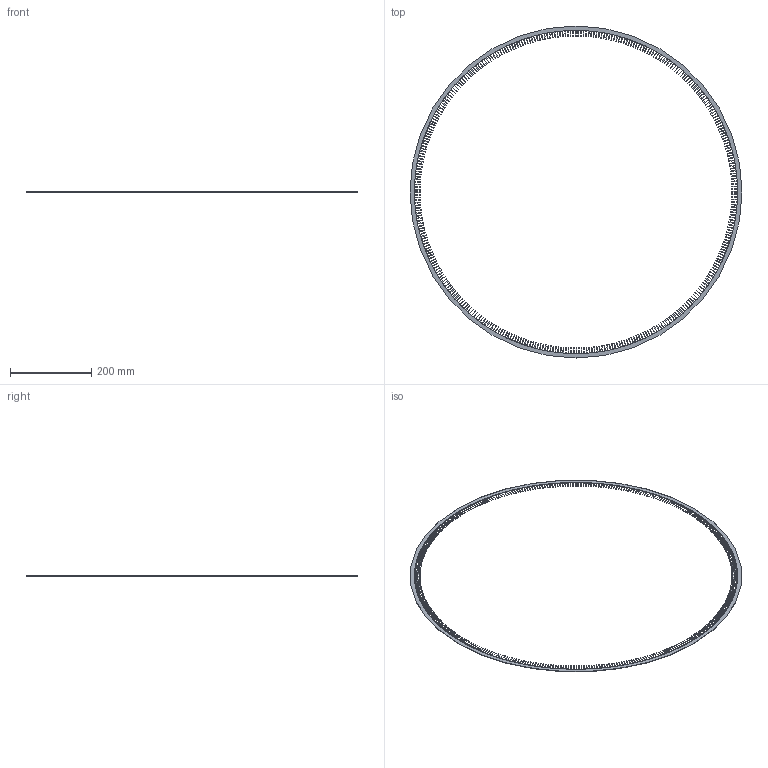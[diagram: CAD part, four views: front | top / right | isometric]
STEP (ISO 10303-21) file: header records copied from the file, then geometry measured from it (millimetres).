
FILE_DESCRIPTION(/* description */ ('VariCAD 2021-1.02 AP-214'),/* implementation_level */ '2;1');
FILE_NAME(/* name */ 'stator.stp',/* time_stamp */ '2021-09-03T14:28:40-05:00',/* author */ (''),/* organization */ (''),/* preprocessor_version */ 'VariCAD 2021-1.02',/* originating_system */ 'VariCAD 2021-1.02; kernel version (20180118)',/* authorisation */ '');
FILE_SCHEMA(('AUTOMOTIVE_DESIGN'));
Length unit declared in the file: millimetre
Products named in the file (2): stator
Assembly tree (1 placements, depth 2):
  stator
    (unnamed)
Bounding box: 818 x 818 x 1 mm (x, y, z)
Volume: 36486.5 mm3; surface area: 88773.5 mm2
Topology: 1 solids, 1 shells, 1540 faces, 4614 edges, 3076 vertices
Faces by surface type: plane 770, cylinder 770
Entity records: 52376 total; most frequent: DIRECTION 9242, CARTESIAN_POINT 9234, ORIENTED_EDGE 9228, EDGE_CURVE 4614, AXIS2_PLACEMENT_3D 3084, VERTEX_POINT 3076, LINE 3074, VECTOR 3074
